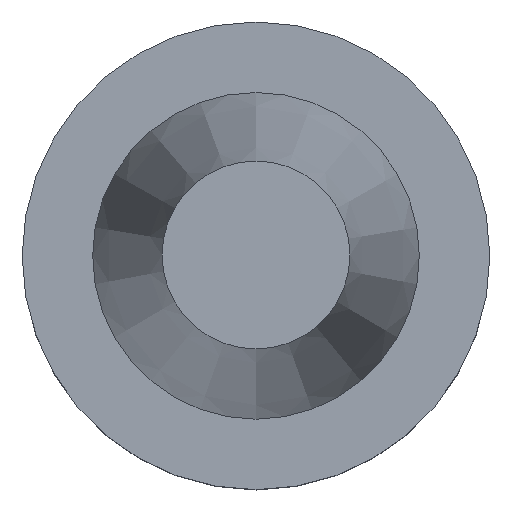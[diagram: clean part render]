
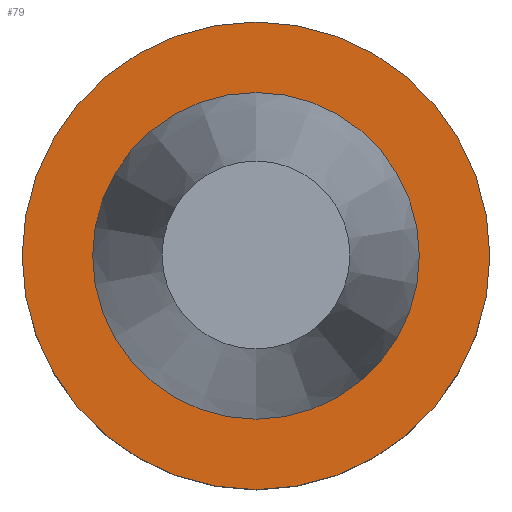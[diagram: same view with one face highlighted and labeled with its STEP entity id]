
A CAD part, top view. The second image highlights one B-rep face of the part: STEP entity #79.
In plain terms, the highlighted planar face has unit normal (0, 0, 1).
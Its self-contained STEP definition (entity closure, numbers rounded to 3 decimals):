
#79=ADVANCED_FACE('',(#106,#107),#108,.T.);
#106=FACE_OUTER_BOUND('',#161,.T.);
#107=FACE_BOUND('',#162,.T.);
#108=PLANE('',#163);
#161=EDGE_LOOP('',(#224));
#162=EDGE_LOOP('',(#225));
#163=AXIS2_PLACEMENT_3D('',#226,#227,#228);
#224=ORIENTED_EDGE('',*,*,#303,.F.);
#225=ORIENTED_EDGE('',*,*,#302,.T.);
#226=CARTESIAN_POINT('',(0.,42.463,-1.5));
#227=DIRECTION('',(0.,0.,1.0));
#228=DIRECTION('',(0.,-1.0,0.));
#302=EDGE_CURVE('',#324,#324,#325,.T.);
#303=EDGE_CURVE('',#326,#326,#327,.T.);
#324=VERTEX_POINT('',#360);
#325=CIRCLE('',#361,34.925);
#326=VERTEX_POINT('',#362);
#327=CIRCLE('',#363,50.0);
#360=CARTESIAN_POINT('',(0.,34.925,-1.5));
#361=AXIS2_PLACEMENT_3D('',#400,#401,#402);
#362=CARTESIAN_POINT('',(0.,50.0,-1.5));
#363=AXIS2_PLACEMENT_3D('',#403,#404,#405);
#400=CARTESIAN_POINT('',(0.,0.,-1.5));
#401=DIRECTION('',(0.,0.,-1.0));
#402=DIRECTION('',(0.,1.0,0.));
#403=CARTESIAN_POINT('',(0.,0.,-1.5));
#404=DIRECTION('',(0.,0.,-1.0));
#405=DIRECTION('',(0.,1.0,0.));
